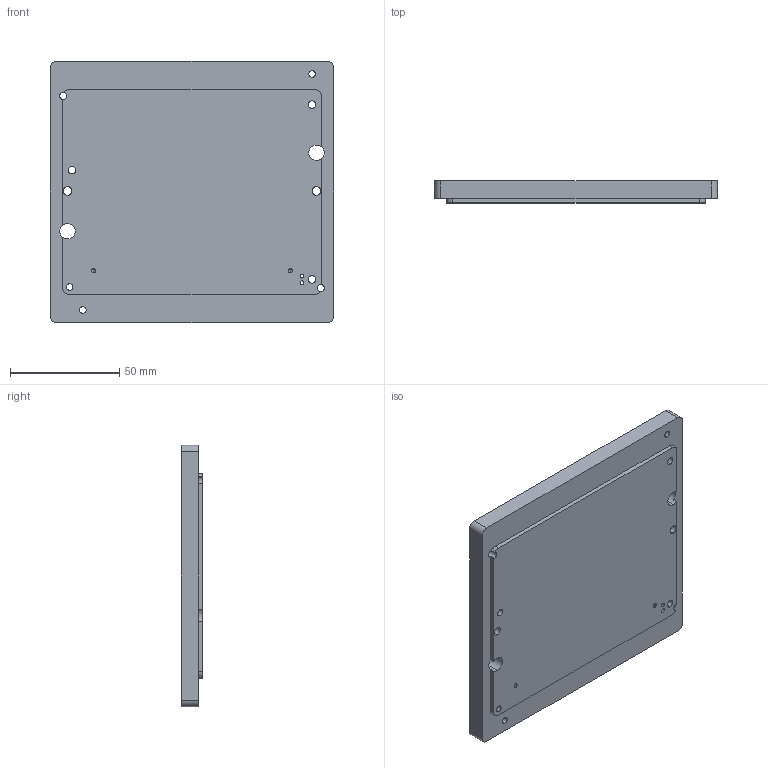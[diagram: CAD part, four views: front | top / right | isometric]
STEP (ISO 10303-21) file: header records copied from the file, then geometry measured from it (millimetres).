
FILE_DESCRIPTION (( 'STEP AP214' ), '1' );
FILE_NAME ('INGUN_42057.STEP', '2024-04-17T12:49:41', ( '' ), ( '' ), 'SwSTEP 2.0', 'SolidWorks 2021', '' );
FILE_SCHEMA (( 'AUTOMOTIVE_DESIGN' ));
Length unit declared in the file: millimetre
Products named in the file (1): INGUN_42057
Bounding box: 129.65 x 10 x 119.65 mm (x, y, z)
Volume: 140500.4 mm3; surface area: 38143.3 mm2
Topology: 1 solids, 1 shells, 78 faces, 212 edges, 136 vertices
Faces by surface type: cylinder 50, plane 18, cone 10
Entity records: 2616 total; most frequent: DIRECTION 480, CARTESIAN_POINT 423, ORIENTED_EDGE 416, EDGE_CURVE 208, AXIS2_PLACEMENT_3D 193, VERTEX_POINT 136, CIRCLE 114, EDGE_LOOP 110
